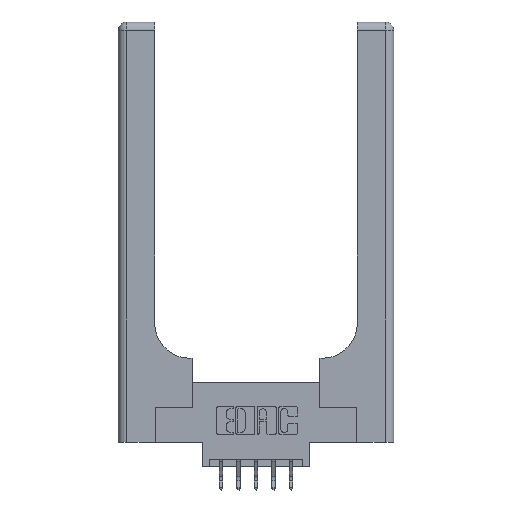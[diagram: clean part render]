
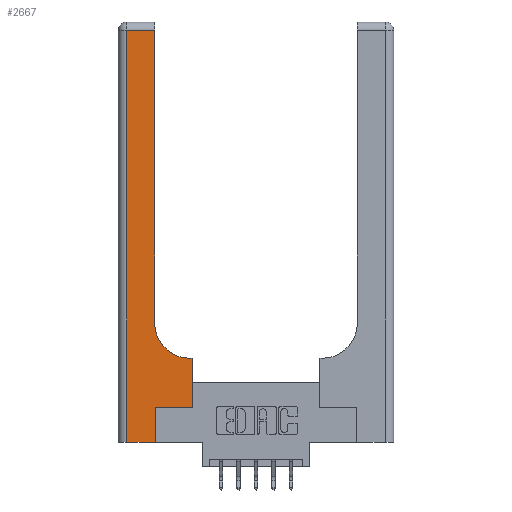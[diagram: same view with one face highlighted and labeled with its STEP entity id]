
A CAD part, top view. The second image highlights one B-rep face of the part: STEP entity #2667.
In plain terms, the highlighted planar face has unit normal (0, 0, 1).
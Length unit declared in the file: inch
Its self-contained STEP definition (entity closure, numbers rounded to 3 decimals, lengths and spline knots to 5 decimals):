
#786 = DIRECTION ( 'NONE',  ( -1., 0., 0. ) ) ;
#805 = DIRECTION ( 'NONE',  ( 0., 0., -1. ) ) ;
#822 = ORIENTED_EDGE ( 'NONE', *, *, #9310, .T. ) ;
#1016 = DIRECTION ( 'NONE',  ( -1., 0., 0. ) ) ;
#1051 = CARTESIAN_POINT ( 'NONE',  ( 0.265, 0.25, 0.37 ) ) ;
#1128 = CIRCLE ( 'NONE', #6232, 0.25 ) ;
#1362 = VECTOR ( 'NONE', #5908, 39.37008 ) ;
#1479 = CARTESIAN_POINT ( 'NONE',  ( 0.528, 0.25, 0.37 ) ) ;
#1893 = CARTESIAN_POINT ( 'NONE',  ( 0.26, 0.85, 0.37 ) ) ;
#2084 = CARTESIAN_POINT ( 'NONE',  ( 0., 2.94, 0.37 ) ) ;
#2264 = CARTESIAN_POINT ( 'NONE',  ( 0.528, 0.25, 0.37 ) ) ;
#2667 = ADVANCED_FACE ( 'NONE', ( #3173 ), #13122, .F. ) ;
#2924 = VECTOR ( 'NONE', #5357, 39.37008 ) ;
#2970 = ORIENTED_EDGE ( 'NONE', *, *, #7216, .T. ) ;
#3037 = CARTESIAN_POINT ( 'NONE',  ( 0.51, 0.6, 0.37 ) ) ;
#3096 = DIRECTION ( 'NONE',  ( 1., 0., 0. ) ) ;
#3106 = DIRECTION ( 'NONE',  ( 0., 0., -1. ) ) ;
#3145 = LINE ( 'NONE', #2084, #5067 ) ;
#3173 = FACE_OUTER_BOUND ( 'NONE', #7619, .T. ) ;
#3249 = CARTESIAN_POINT ( 'NONE',  ( 0.51, 0.85, 0.37 ) ) ;
#3451 = VECTOR ( 'NONE', #14008, 39.37008 ) ;
#3724 = LINE ( 'NONE', #8091, #3904 ) ;
#3873 = ORIENTED_EDGE ( 'NONE', *, *, #12618, .T. ) ;
#3904 = VECTOR ( 'NONE', #12481, 39.37008 ) ;
#3979 = EDGE_CURVE ( 'NONE', #8806, #7454, #6545, .T. ) ;
#4021 = CARTESIAN_POINT ( 'NONE',  ( 0.06, 3., 0.37 ) ) ;
#4118 = VECTOR ( 'NONE', #7315, 39.37008 ) ;
#4200 = ORIENTED_EDGE ( 'NONE', *, *, #9138, .T. ) ;
#4297 = LINE ( 'NONE', #4376, #5339 ) ;
#4376 = CARTESIAN_POINT ( 'NONE',  ( 0., 0., 0.37 ) ) ;
#4974 = DIRECTION ( 'NONE',  ( -1., 0., 0. ) ) ;
#5067 = VECTOR ( 'NONE', #786, 39.37008 ) ;
#5222 = VERTEX_POINT ( 'NONE', #5297 ) ;
#5297 = CARTESIAN_POINT ( 'NONE',  ( 0.26, 2.94, 0.37 ) ) ;
#5336 = DIRECTION ( 'NONE',  ( 1., 0., 0. ) ) ;
#5339 = VECTOR ( 'NONE', #5336, 39.37008 ) ;
#5357 = DIRECTION ( 'NONE',  ( 1., 0., 0. ) ) ;
#5408 = EDGE_CURVE ( 'NONE', #13058, #5222, #12582, .T. ) ;
#5868 = ORIENTED_EDGE ( 'NONE', *, *, #3979, .T. ) ;
#5908 = DIRECTION ( 'NONE',  ( 0., 1., 0. ) ) ;
#6232 = AXIS2_PLACEMENT_3D ( 'NONE', #3249, #805, #3096 ) ;
#6494 = VERTEX_POINT ( 'NONE', #9019 ) ;
#6545 = LINE ( 'NONE', #6614, #2924 ) ;
#6614 = CARTESIAN_POINT ( 'NONE',  ( 0.265, 0.25, 0.37 ) ) ;
#7216 = EDGE_CURVE ( 'NONE', #8317, #11209, #12577, .T. ) ;
#7315 = DIRECTION ( 'NONE',  ( 0., -1., 0. ) ) ;
#7345 = EDGE_CURVE ( 'NONE', #9022, #13354, #4297, .T. ) ;
#7454 = VERTEX_POINT ( 'NONE', #2264 ) ;
#7619 = EDGE_LOOP ( 'NONE', ( #8071, #8886, #3873, #13734, #4200, #5868, #9221, #2970, #822 ) ) ;
#8071 = ORIENTED_EDGE ( 'NONE', *, *, #5408, .T. ) ;
#8091 = CARTESIAN_POINT ( 'NONE',  ( 0.265, 0., 0.37 ) ) ;
#8317 = VERTEX_POINT ( 'NONE', #13386 ) ;
#8572 = EDGE_CURVE ( 'NONE', #5222, #6494, #3145, .T. ) ;
#8721 = AXIS2_PLACEMENT_3D ( 'NONE', #12971, #3106, #1016 ) ;
#8806 = VERTEX_POINT ( 'NONE', #1051 ) ;
#8886 = ORIENTED_EDGE ( 'NONE', *, *, #8572, .T. ) ;
#9019 = CARTESIAN_POINT ( 'NONE',  ( 0.06, 2.94, 0.37 ) ) ;
#9022 = VERTEX_POINT ( 'NONE', #12106 ) ;
#9138 = EDGE_CURVE ( 'NONE', #13354, #8806, #3724, .T. ) ;
#9221 = ORIENTED_EDGE ( 'NONE', *, *, #10377, .T. ) ;
#9310 = EDGE_CURVE ( 'NONE', #11209, #13058, #1128, .T. ) ;
#9486 = CARTESIAN_POINT ( 'NONE',  ( 0.26, 0.6, 0.37 ) ) ;
#9672 = VECTOR ( 'NONE', #4974, 39.37008 ) ;
#10377 = EDGE_CURVE ( 'NONE', #7454, #8317, #11356, .T. ) ;
#10699 = CARTESIAN_POINT ( 'NONE',  ( 0.26, 3., 0.37 ) ) ;
#10708 = CARTESIAN_POINT ( 'NONE',  ( 0.265, 0., 0.37 ) ) ;
#11209 = VERTEX_POINT ( 'NONE', #3037 ) ;
#11356 = LINE ( 'NONE', #1479, #1362 ) ;
#11859 = LINE ( 'NONE', #4021, #4118 ) ;
#12106 = CARTESIAN_POINT ( 'NONE',  ( 0.06, 0., 0.37 ) ) ;
#12481 = DIRECTION ( 'NONE',  ( 0., 1., 0. ) ) ;
#12577 = LINE ( 'NONE', #9486, #9672 ) ;
#12582 = LINE ( 'NONE', #10699, #3451 ) ;
#12618 = EDGE_CURVE ( 'NONE', #6494, #9022, #11859, .T. ) ;
#12971 = CARTESIAN_POINT ( 'NONE',  ( 0., 3., 0.37 ) ) ;
#13058 = VERTEX_POINT ( 'NONE', #1893 ) ;
#13122 = PLANE ( 'NONE',  #8721 ) ;
#13354 = VERTEX_POINT ( 'NONE', #10708 ) ;
#13386 = CARTESIAN_POINT ( 'NONE',  ( 0.528, 0.6, 0.37 ) ) ;
#13734 = ORIENTED_EDGE ( 'NONE', *, *, #7345, .T. ) ;
#14008 = DIRECTION ( 'NONE',  ( 0., 1., 0. ) ) ;
